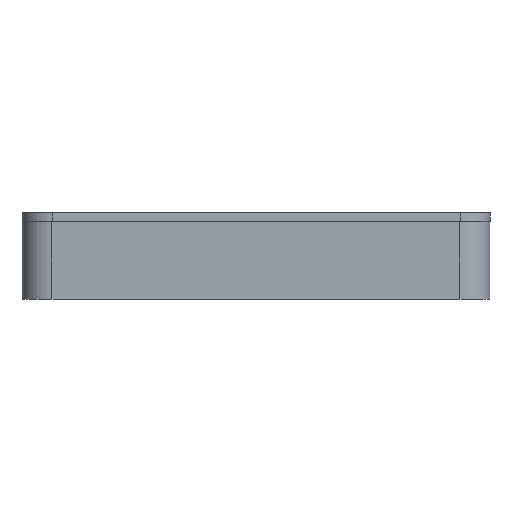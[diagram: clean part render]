
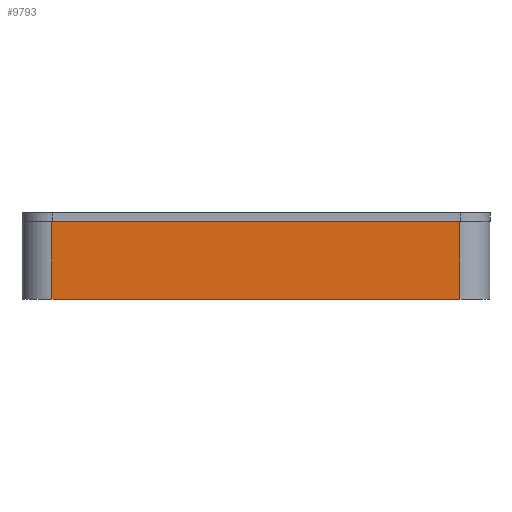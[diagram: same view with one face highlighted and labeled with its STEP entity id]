
A CAD part, left-side view. The second image highlights one B-rep face of the part: STEP entity #9793.
In plain terms, the highlighted planar face has unit normal (-1, 0, 0).
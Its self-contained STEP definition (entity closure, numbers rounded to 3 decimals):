
#1711=FACE_OUTER_BOUND('',#2385,.T.);
#2385=EDGE_LOOP('',(#8674,#8675,#8676,#8677));
#3046=LINE('',#18427,#3788);
#3048=LINE('',#18448,#3790);
#3049=LINE('',#18451,#3791);
#3061=LINE('',#18488,#3803);
#3788=VECTOR('',#11758,10.);
#3790=VECTOR('',#11786,10.);
#3791=VECTOR('',#11789,10.);
#3803=VECTOR('',#11817,10.);
#4752=VERTEX_POINT('',#18413);
#4758=VERTEX_POINT('',#18425);
#4763=VERTEX_POINT('',#18444);
#4765=VERTEX_POINT('',#18450);
#6086=EDGE_CURVE('',#4758,#4752,#3046,.T.);
#6093=EDGE_CURVE('',#4752,#4763,#3048,.T.);
#6094=EDGE_CURVE('',#4763,#4765,#3049,.T.);
#6113=EDGE_CURVE('',#4765,#4758,#3061,.T.);
#8674=ORIENTED_EDGE('',*,*,#6093,.F.);
#8675=ORIENTED_EDGE('',*,*,#6086,.F.);
#8676=ORIENTED_EDGE('',*,*,#6113,.F.);
#8677=ORIENTED_EDGE('',*,*,#6094,.F.);
#9313=PLANE('',#10329);
#9793=ADVANCED_FACE('',(#1711),#9313,.T.);
#10329=AXIS2_PLACEMENT_3D('',#18487,#11815,#11816);
#11758=DIRECTION('',(0.,1.,0.));
#11786=DIRECTION('',(0.,0.,1.));
#11789=DIRECTION('',(0.,-1.,0.));
#11815=DIRECTION('center_axis',(-1.,0.,0.));
#11816=DIRECTION('ref_axis',(0.,-1.,0.));
#11817=DIRECTION('',(0.,0.,-1.));
#18413=CARTESIAN_POINT('',(-9.5,63.5,0.));
#18425=CARTESIAN_POINT('',(-9.5,-4.5,0.));
#18427=CARTESIAN_POINT('',(-9.5,-9.5,0.));
#18444=CARTESIAN_POINT('',(-9.5,63.5,13.));
#18448=CARTESIAN_POINT('',(-9.5,63.5,0.));
#18450=CARTESIAN_POINT('',(-9.5,-4.5,13.));
#18451=CARTESIAN_POINT('',(-9.5,-9.5,13.));
#18487=CARTESIAN_POINT('Origin',(-9.5,68.5,0.));
#18488=CARTESIAN_POINT('',(-9.5,-4.5,0.));
